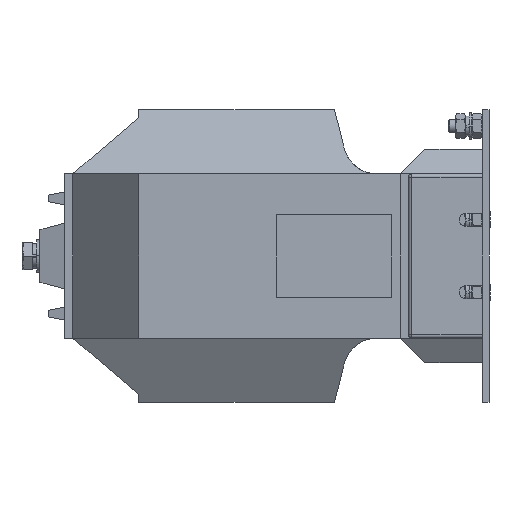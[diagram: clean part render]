
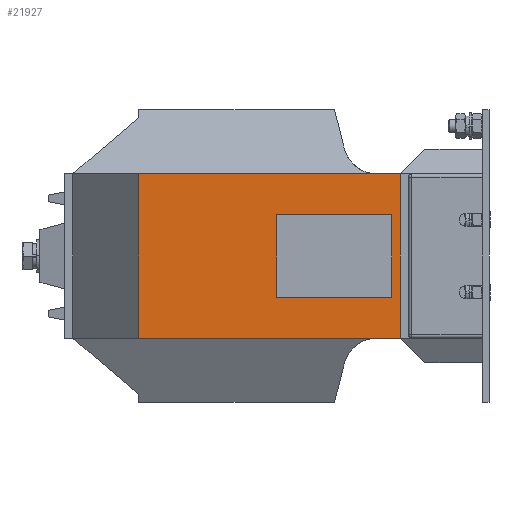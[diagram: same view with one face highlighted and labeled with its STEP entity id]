
A CAD part, left-side view. The second image highlights one B-rep face of the part: STEP entity #21927.
In plain terms, the highlighted planar face has unit normal (-1, 0, 0).
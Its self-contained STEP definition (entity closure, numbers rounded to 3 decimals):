
#84 = VERTEX_POINT ( 'NONE', #44667 ) ;
#2041 = VERTEX_POINT ( 'NONE', #12603 ) ;
#2457 = CARTESIAN_POINT ( 'NONE',  ( -30.106, 189.048, 314.574 ) ) ;
#2487 = ORIENTED_EDGE ( 'NONE', *, *, #19067, .F. ) ;
#2625 = VECTOR ( 'NONE', #16376, 1000. ) ;
#3695 = LINE ( 'NONE', #17623, #43270 ) ;
#3770 = CARTESIAN_POINT ( 'NONE',  ( -30.106, 189.048, 364.574 ) ) ;
#3935 = CARTESIAN_POINT ( 'NONE',  ( -30.106, 114.048, 389.574 ) ) ;
#5139 = ORIENTED_EDGE ( 'NONE', *, *, #41824, .F. ) ;
#5192 = VECTOR ( 'NONE', #17694, 1000. ) ;
#5412 = FACE_OUTER_BOUND ( 'NONE', #15352, .T. ) ;
#7136 = LINE ( 'NONE', #20993, #25057 ) ;
#7481 = LINE ( 'NONE', #21353, #41044 ) ;
#8184 = VERTEX_POINT ( 'NONE', #3935 ) ;
#9301 = DIRECTION ( 'NONE',  ( 0., 0., -1. ) ) ;
#9367 = VERTEX_POINT ( 'NONE', #41502 ) ;
#9399 = DIRECTION ( 'NONE',  ( 0., 0., 1. ) ) ;
#10110 = EDGE_LOOP ( 'NONE', ( #11877, #5139, #2487, #40733 ) ) ;
#10159 = VERTEX_POINT ( 'NONE', #10574 ) ;
#10574 = CARTESIAN_POINT ( 'NONE',  ( -30.106, 114.048, 289.574 ) ) ;
#11712 = DIRECTION ( 'NONE',  ( 0., 1., 0. ) ) ;
#11877 = ORIENTED_EDGE ( 'NONE', *, *, #37927, .F. ) ;
#12603 = CARTESIAN_POINT ( 'NONE',  ( -30.106, 189.048, 364.574 ) ) ;
#13204 = VECTOR ( 'NONE', #44991, 1000. ) ;
#14207 = CARTESIAN_POINT ( 'NONE',  ( -30.106, 119.048, 364.574 ) ) ;
#15352 = EDGE_LOOP ( 'NONE', ( #38657, #41403, #29343, #38889 ) ) ;
#16376 = DIRECTION ( 'NONE',  ( 0., -1., 0. ) ) ;
#17220 = LINE ( 'NONE', #31081, #13204 ) ;
#17623 = CARTESIAN_POINT ( 'NONE',  ( -30.106, 318.048, 389.574 ) ) ;
#17694 = DIRECTION ( 'NONE',  ( 0., 0., -1. ) ) ;
#18253 = CARTESIAN_POINT ( 'NONE',  ( -30.106, 273.048, 289.574 ) ) ;
#19067 = EDGE_CURVE ( 'NONE', #26233, #2041, #29013, .T. ) ;
#19304 = FACE_BOUND ( 'NONE', #10110, .T. ) ;
#20141 = EDGE_CURVE ( 'NONE', #36304, #9367, #26699, .T. ) ;
#20993 = CARTESIAN_POINT ( 'NONE',  ( -30.106, 119.048, 364.574 ) ) ;
#21353 = CARTESIAN_POINT ( 'NONE',  ( -30.106, 318.048, 289.574 ) ) ;
#21927 = ADVANCED_FACE ( 'NONE', ( #5412, #19304 ), #33177, .F. ) ;
#23683 = EDGE_CURVE ( 'NONE', #36304, #10159, #7481, .T. ) ;
#23743 = VECTOR ( 'NONE', #11712, 1000. ) ;
#25057 = VECTOR ( 'NONE', #34892, 1000. ) ;
#26233 = VERTEX_POINT ( 'NONE', #14207 ) ;
#26614 = CARTESIAN_POINT ( 'NONE',  ( -30.106, 318.048, 289.574 ) ) ;
#26699 = LINE ( 'NONE', #40536, #44220 ) ;
#28236 = CARTESIAN_POINT ( 'NONE',  ( -30.106, 119.048, 314.574 ) ) ;
#29013 = LINE ( 'NONE', #42907, #23743 ) ;
#29343 = ORIENTED_EDGE ( 'NONE', *, *, #37131, .F. ) ;
#31081 = CARTESIAN_POINT ( 'NONE',  ( -30.106, 114.048, 250.574 ) ) ;
#31514 = DIRECTION ( 'NONE',  ( 0., -1., 0. ) ) ;
#32166 = AXIS2_PLACEMENT_3D ( 'NONE', #26614, #40435, #9301 ) ;
#32868 = EDGE_CURVE ( 'NONE', #41521, #26233, #7136, .T. ) ;
#33177 = PLANE ( 'NONE',  #32166 ) ;
#33653 = LINE ( 'NONE', #2457, #2625 ) ;
#34892 = DIRECTION ( 'NONE',  ( 0., 0., 1. ) ) ;
#34975 = LINE ( 'NONE', #3770, #5192 ) ;
#35238 = DIRECTION ( 'NONE',  ( 0., -1., 0. ) ) ;
#36015 = EDGE_CURVE ( 'NONE', #10159, #8184, #17220, .T. ) ;
#36304 = VERTEX_POINT ( 'NONE', #18253 ) ;
#37131 = EDGE_CURVE ( 'NONE', #9367, #8184, #3695, .T. ) ;
#37927 = EDGE_CURVE ( 'NONE', #84, #41521, #33653, .T. ) ;
#38657 = ORIENTED_EDGE ( 'NONE', *, *, #23683, .T. ) ;
#38889 = ORIENTED_EDGE ( 'NONE', *, *, #20141, .F. ) ;
#40435 = DIRECTION ( 'NONE',  ( 1., 0., 0. ) ) ;
#40536 = CARTESIAN_POINT ( 'NONE',  ( -30.106, 273.048, 250.574 ) ) ;
#40733 = ORIENTED_EDGE ( 'NONE', *, *, #32868, .F. ) ;
#41044 = VECTOR ( 'NONE', #35238, 1000. ) ;
#41403 = ORIENTED_EDGE ( 'NONE', *, *, #36015, .T. ) ;
#41502 = CARTESIAN_POINT ( 'NONE',  ( -30.106, 273.048, 389.574 ) ) ;
#41521 = VERTEX_POINT ( 'NONE', #28236 ) ;
#41824 = EDGE_CURVE ( 'NONE', #2041, #84, #34975, .T. ) ;
#42907 = CARTESIAN_POINT ( 'NONE',  ( -30.106, 189.048, 364.574 ) ) ;
#43270 = VECTOR ( 'NONE', #31514, 1000. ) ;
#44220 = VECTOR ( 'NONE', #9399, 1000. ) ;
#44667 = CARTESIAN_POINT ( 'NONE',  ( -30.106, 189.048, 314.574 ) ) ;
#44991 = DIRECTION ( 'NONE',  ( 0., 0., 1. ) ) ;
